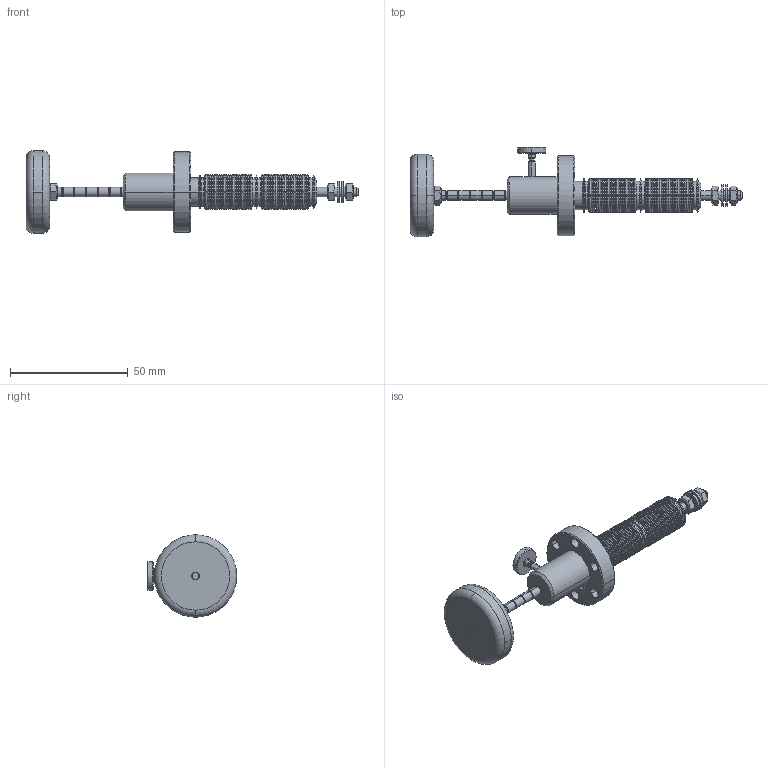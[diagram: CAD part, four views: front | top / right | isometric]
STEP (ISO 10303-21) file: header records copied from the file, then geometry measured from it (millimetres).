
FILE_DESCRIPTION((''),'2;1');
FILE_NAME('PF630010-T.stp','2004-06-25T10:06:13',('KAA'),(''),'Autodesk Inventor (R) 6.0','Autodesk Inventor (R) 6.0','');
FILE_SCHEMA(('AUTOMOTIVE_DESIGN { 1 0 10303 214 1 1 1 1 }'));
Length unit declared in the file: millimetre
Products named in the file (1): PF630010-T
Bounding box: 141 x 38 x 35 mm (x, y, z)
Volume: 28600.4 mm3; surface area: 27587.2 mm2
Topology: 7 solids, 7 shells, 1278 faces, 3301 edges, 2063 vertices
Faces by surface type: cone 420, bspline 370, torus 348, cylinder 81, plane 59
Entity records: 54698 total; most frequent: CARTESIAN_POINT 22659, DIRECTION 7775, ORIENTED_EDGE 6604, AXIS2_PLACEMENT_3D 3619, EDGE_CURVE 3302, CIRCLE 2710, VERTEX_POINT 2063, EDGE_LOOP 1327
